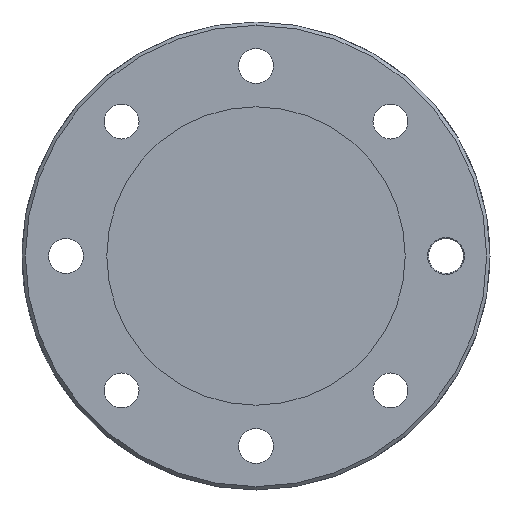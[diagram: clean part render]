
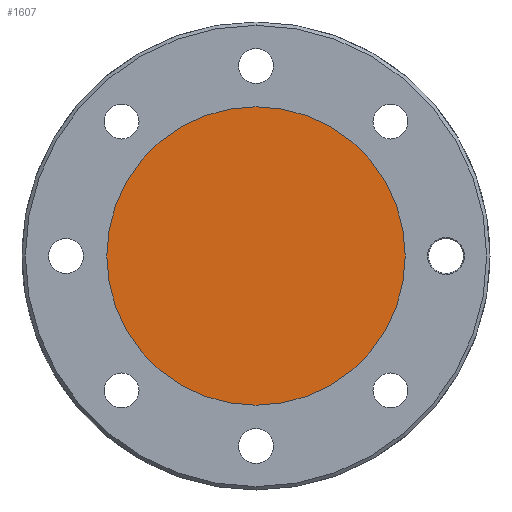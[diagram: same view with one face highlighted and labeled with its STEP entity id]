
A CAD part, front view. The second image highlights one B-rep face of the part: STEP entity #1607.
In plain terms, the highlighted planar face has unit normal (0, -1, 0).
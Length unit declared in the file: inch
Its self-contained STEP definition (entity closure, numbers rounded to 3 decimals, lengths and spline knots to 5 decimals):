
#3 = CARTESIAN_POINT ( 'NONE',  ( 0., 0.024, -1.425 ) ) ;
#4 = EDGE_CURVE ( 'NONE', #202, #1572, #774, .T. ) ;
#47 = DIRECTION ( 'NONE',  ( 0., -1., 0. ) ) ;
#118 = AXIS2_PLACEMENT_3D ( 'NONE', #1381, #2011, #1562 ) ;
#202 = VERTEX_POINT ( 'NONE', #3 ) ;
#244 = DIRECTION ( 'NONE',  ( 0., -1., 0. ) ) ;
#413 = AXIS2_PLACEMENT_3D ( 'NONE', #1610, #47, #1747 ) ;
#567 = ORIENTED_EDGE ( 'NONE', *, *, #4, .T. ) ;
#723 = EDGE_LOOP ( 'NONE', ( #1674, #567 ) ) ;
#749 = CARTESIAN_POINT ( 'NONE',  ( 0., 0.024, 1.425 ) ) ;
#774 = CIRCLE ( 'NONE', #1466, 1.425 ) ;
#1050 = DIRECTION ( 'NONE',  ( 0., 0., -1. ) ) ;
#1381 = CARTESIAN_POINT ( 'NONE',  ( 0., 0.024, 0. ) ) ;
#1420 = PLANE ( 'NONE',  #118 ) ;
#1466 = AXIS2_PLACEMENT_3D ( 'NONE', #1833, #244, #1050 ) ;
#1542 = FACE_OUTER_BOUND ( 'NONE', #723, .T. ) ;
#1562 = DIRECTION ( 'NONE',  ( 0., 0., -1. ) ) ;
#1572 = VERTEX_POINT ( 'NONE', #749 ) ;
#1607 = ADVANCED_FACE ( 'NONE', ( #1542 ), #1420, .T. ) ;
#1610 = CARTESIAN_POINT ( 'NONE',  ( 0., 0.024, 0. ) ) ;
#1656 = EDGE_CURVE ( 'NONE', #1572, #202, #1992, .T. ) ;
#1674 = ORIENTED_EDGE ( 'NONE', *, *, #1656, .T. ) ;
#1747 = DIRECTION ( 'NONE',  ( 0., 0., -1. ) ) ;
#1833 = CARTESIAN_POINT ( 'NONE',  ( 0., 0.024, 0. ) ) ;
#1992 = CIRCLE ( 'NONE', #413, 1.425 ) ;
#2011 = DIRECTION ( 'NONE',  ( 0., -1., 0. ) ) ;
